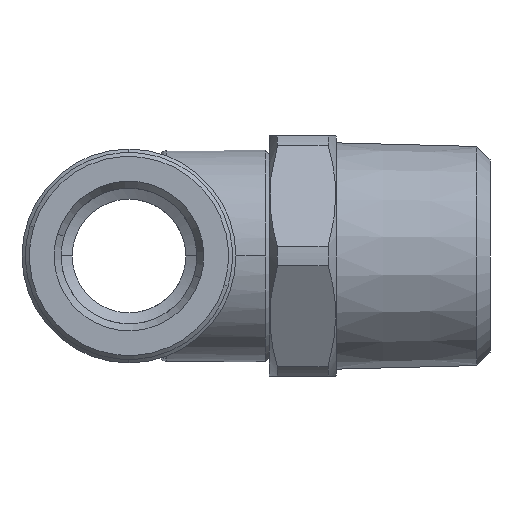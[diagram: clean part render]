
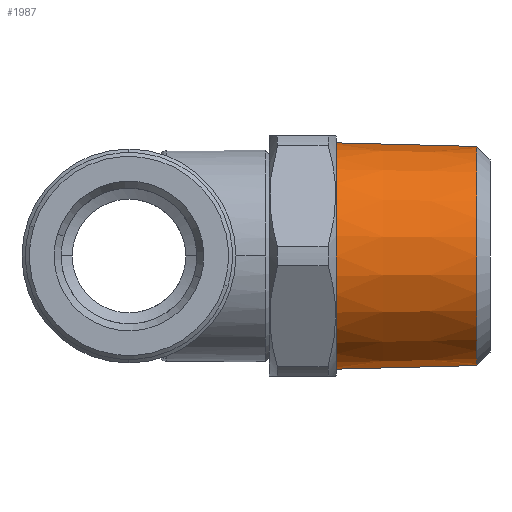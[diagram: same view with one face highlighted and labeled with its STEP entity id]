
A CAD part, left-side view. The second image highlights one B-rep face of the part: STEP entity #1987.
In plain terms, the highlighted conical face has half-angle 1.47 degrees and reference radius 8.462 mm.
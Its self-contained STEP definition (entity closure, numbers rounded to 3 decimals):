
#625 = CARTESIAN_POINT ( 'NONE',  ( 0., -15.5, 8.462 ) ) ;
#631 = VECTOR ( 'NONE', #653, 1000. ) ;
#632 = CARTESIAN_POINT ( 'NONE',  ( 0., -15.5, 8.462 ) ) ;
#633 = LINE ( 'NONE', #632, #631 ) ;
#653 = DIRECTION ( 'NONE',  ( 0., 1., 0.026 ) ) ;
#669 = VECTOR ( 'NONE', #675, 1000. ) ;
#672 = LINE ( 'NONE', #676, #669 ) ;
#675 = DIRECTION ( 'NONE',  ( 0., 1., -0.026 ) ) ;
#676 = CARTESIAN_POINT ( 'NONE',  ( 0., -15.5, -8.462 ) ) ;
#730 = CARTESIAN_POINT ( 'NONE',  ( 0., -15.5, -8.462 ) ) ;
#752 = CARTESIAN_POINT ( 'NONE',  ( 0., -26., 8.192 ) ) ;
#781 = CARTESIAN_POINT ( 'NONE',  ( 0., -26., -8.192 ) ) ;
#1137 = DIRECTION ( 'NONE',  ( 0., 0., -1. ) ) ;
#1138 = DIRECTION ( 'NONE',  ( 0., -1., 0. ) ) ;
#1139 = CARTESIAN_POINT ( 'NONE',  ( 0., -26., 0. ) ) ;
#1145 = CIRCLE ( 'NONE', #1171, 8.462 ) ;
#1159 = CIRCLE ( 'NONE', #1213, 8.192 ) ;
#1162 = CONICAL_SURFACE ( 'NONE', #1181, 8.462, 0.026 ) ;
#1163 = DIRECTION ( 'NONE',  ( 0., 0., -1. ) ) ;
#1171 = AXIS2_PLACEMENT_3D ( 'NONE', #1174, #1203, #1163 ) ;
#1173 = FACE_OUTER_BOUND ( 'NONE', #1984, .T. ) ;
#1174 = CARTESIAN_POINT ( 'NONE',  ( 0., -15.5, 0. ) ) ;
#1180 = CARTESIAN_POINT ( 'NONE',  ( 0., -15.5, 0. ) ) ;
#1181 = AXIS2_PLACEMENT_3D ( 'NONE', #1180, #1200, #1199 ) ;
#1199 = DIRECTION ( 'NONE',  ( 0., 0., 1. ) ) ;
#1200 = DIRECTION ( 'NONE',  ( 0., 1., 0. ) ) ;
#1203 = DIRECTION ( 'NONE',  ( 0., -1., 0. ) ) ;
#1213 = AXIS2_PLACEMENT_3D ( 'NONE', #1139, #1138, #1137 ) ;
#1380 = VERTEX_POINT ( 'NONE', #625 ) ;
#1382 = EDGE_CURVE ( 'NONE', #1426, #1380, #633, .T. ) ;
#1395 = EDGE_CURVE ( 'NONE', #1436, #1419, #672, .T. ) ;
#1419 = VERTEX_POINT ( 'NONE', #730 ) ;
#1426 = VERTEX_POINT ( 'NONE', #752 ) ;
#1436 = VERTEX_POINT ( 'NONE', #781 ) ;
#1978 = EDGE_CURVE ( 'NONE', #1426, #1436, #1159, .T. ) ;
#1983 = EDGE_CURVE ( 'NONE', #1380, #1419, #1145, .T. ) ;
#1984 = EDGE_LOOP ( 'NONE', ( #1988, #2491, #2482, #2467 ) ) ;
#1987 = ADVANCED_FACE ( 'NONE', ( #1173 ), #1162, .T. ) ;
#1988 = ORIENTED_EDGE ( 'NONE', *, *, #1395, .F. ) ;
#2467 = ORIENTED_EDGE ( 'NONE', *, *, #1983, .T. ) ;
#2482 = ORIENTED_EDGE ( 'NONE', *, *, #1382, .T. ) ;
#2491 = ORIENTED_EDGE ( 'NONE', *, *, #1978, .F. ) ;
